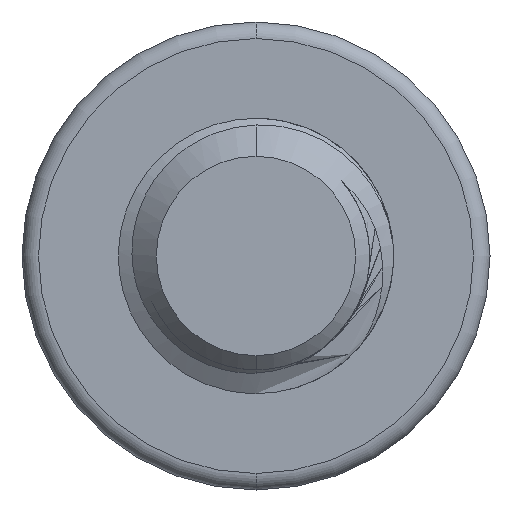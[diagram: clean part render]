
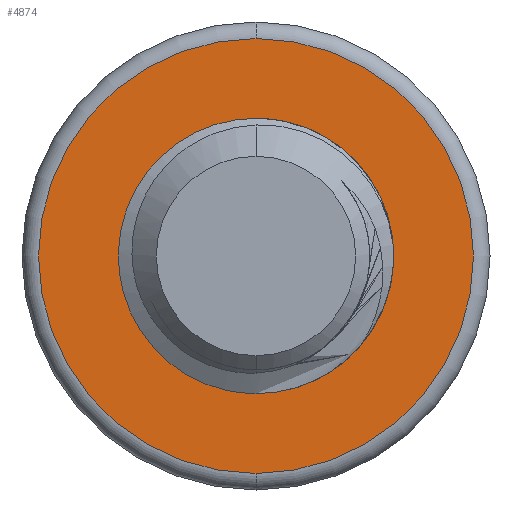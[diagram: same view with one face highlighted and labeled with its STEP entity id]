
A CAD part, front view. The second image highlights one B-rep face of the part: STEP entity #4874.
In plain terms, the highlighted planar face has unit normal (0, -1, 0).
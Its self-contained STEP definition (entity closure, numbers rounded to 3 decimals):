
#144 = CARTESIAN_POINT ( 'NONE',  ( -1.263, 55., -1.659 ) ) ;
#154 = CARTESIAN_POINT ( 'NONE',  ( 0., 55., -3.95 ) ) ;
#251 = CARTESIAN_POINT ( 'NONE',  ( 0.495, 55., -2.157 ) ) ;
#392 = CARTESIAN_POINT ( 'NONE',  ( 1.528, 55., -1.742 ) ) ;
#490 = VERTEX_POINT ( 'NONE', #8144 ) ;
#770 = ORIENTED_EDGE ( 'NONE', *, *, #5449, .T. ) ;
#793 = FACE_BOUND ( 'NONE', #5360, .T. ) ;
#839 = VERTEX_POINT ( 'NONE', #3174 ) ;
#991 = ORIENTED_EDGE ( 'NONE', *, *, #9111, .T. ) ;
#1126 = CARTESIAN_POINT ( 'NONE',  ( 1.483, 55., 1.98 ) ) ;
#1278 = DIRECTION ( 'NONE',  ( 0., -1., 0. ) ) ;
#1322 = CARTESIAN_POINT ( 'NONE',  ( 0.121, 55., -2.171 ) ) ;
#1423 = DIRECTION ( 'NONE',  ( 0., 1., 0. ) ) ;
#1460 = DIRECTION ( 'NONE',  ( 0., 0., 1. ) ) ;
#1525 = CIRCLE ( 'NONE', #4699, 2.5 ) ;
#1964 = CARTESIAN_POINT ( 'NONE',  ( 1.152, 55., 2.154 ) ) ;
#2035 = CARTESIAN_POINT ( 'NONE',  ( -0.512, 55., 2.225 ) ) ;
#2091 = B_SPLINE_CURVE_WITH_KNOTS ( 'NONE', 3,
 ( #8120, #13287, #9982, #5912, #7915, #4775, #12223, #13494, #392, #6922, #9117, #2723, #251, #1322, #4577, #11242, #13425, #8914 ),
 .UNSPECIFIED., .F., .F.,
 ( 4, 2, 2, 2, 2, 2, 2, 2, 4 ),
 ( 0., 0.001, 0.001, 0.002, 0.002, 0.003, 0.003, 0.004, 0.004 ),
 .UNSPECIFIED. ) ;
#2137 = CARTESIAN_POINT ( 'NONE',  ( -0.775, 55., -1.916 ) ) ;
#2140 = DIRECTION ( 'NONE',  ( 0., 1., 0. ) ) ;
#2149 = VERTEX_POINT ( 'NONE', #154 ) ;
#2207 = CARTESIAN_POINT ( 'NONE',  ( -2.066, 55., 0.279 ) ) ;
#2253 = CARTESIAN_POINT ( 'NONE',  ( -1.454, 55., 1.619 ) ) ;
#2350 = EDGE_LOOP ( 'NONE', ( #7287, #13953 ) ) ;
#2702 = ORIENTED_EDGE ( 'NONE', *, *, #3308, .T. ) ;
#2723 = CARTESIAN_POINT ( 'NONE',  ( 0.682, 55., -2.126 ) ) ;
#3101 = CARTESIAN_POINT ( 'NONE',  ( 0.423, 55., 2.338 ) ) ;
#3174 = CARTESIAN_POINT ( 'NONE',  ( 0., 55., 3.95 ) ) ;
#3194 = AXIS2_PLACEMENT_3D ( 'NONE', #6995, #11052, #1460 ) ;
#3308 = EDGE_CURVE ( 'NONE', #13571, #3905, #10698, .T. ) ;
#3323 = CARTESIAN_POINT ( 'NONE',  ( -1.851, 55., 0.983 ) ) ;
#3343 = CARTESIAN_POINT ( 'NONE',  ( -2.012, 55., 0.548 ) ) ;
#3358 = AXIS2_PLACEMENT_3D ( 'NONE', #11855, #2140, #5108 ) ;
#3484 = CARTESIAN_POINT ( 'NONE',  ( -2.067, 55., -0.133 ) ) ;
#3636 = EDGE_CURVE ( 'NONE', #11091, #490, #1525, .T. ) ;
#3905 = VERTEX_POINT ( 'NONE', #8288 ) ;
#4088 = CARTESIAN_POINT ( 'NONE',  ( -1.02, 55., 1.981 ) ) ;
#4164 = CARTESIAN_POINT ( 'NONE',  ( -0.775, 55., -1.916 ) ) ;
#4398 = CARTESIAN_POINT ( 'NONE',  ( -1.856, 55., -0.919 ) ) ;
#4546 = CIRCLE ( 'NONE', #3194, 3.95 ) ;
#4577 = CARTESIAN_POINT ( 'NONE',  ( -0.065, 55., -2.154 ) ) ;
#4699 = AXIS2_PLACEMENT_3D ( 'NONE', #10286, #1423, #9149 ) ;
#4775 = CARTESIAN_POINT ( 'NONE',  ( 2.058, 55., -1.215 ) ) ;
#4874 = ADVANCED_FACE ( 'NONE', ( #11564, #793 ), #5177, .F. ) ;
#5108 = DIRECTION ( 'NONE',  ( 0., 0., 1. ) ) ;
#5177 = PLANE ( 'NONE',  #3358 ) ;
#5295 = CARTESIAN_POINT ( 'NONE',  ( 0.973, 55., 2.223 ) ) ;
#5360 = EDGE_LOOP ( 'NONE', ( #770, #14022, #991, #2702 ) ) ;
#5388 = CARTESIAN_POINT ( 'NONE',  ( -1.64, 55., -1.265 ) ) ;
#5433 = CARTESIAN_POINT ( 'NONE',  ( 1.64, 55., 1.874 ) ) ;
#5449 = EDGE_CURVE ( 'NONE', #3905, #11091, #7647, .T. ) ;
#5589 = DIRECTION ( 'NONE',  ( 0., 0., 1. ) ) ;
#5662 = CARTESIAN_POINT ( 'NONE',  ( -1.961, 55., -0.668 ) ) ;
#5912 = CARTESIAN_POINT ( 'NONE',  ( 2.333, 55., -0.725 ) ) ;
#6366 = AXIS2_PLACEMENT_3D ( 'NONE', #11002, #1278, #5589 ) ;
#6513 = CARTESIAN_POINT ( 'NONE',  ( -0.689, 55., 2.157 ) ) ;
#6580 = CARTESIAN_POINT ( 'NONE',  ( -1.178, 55., 1.872 ) ) ;
#6599 = CARTESIAN_POINT ( 'NONE',  ( -1.03, 55., -1.813 ) ) ;
#6922 = CARTESIAN_POINT ( 'NONE',  ( 1.209, 55., -1.937 ) ) ;
#6995 = CARTESIAN_POINT ( 'NONE',  ( 0., 55., 0. ) ) ;
#7287 = ORIENTED_EDGE ( 'NONE', *, *, #12379, .T. ) ;
#7647 = B_SPLINE_CURVE_WITH_KNOTS ( 'NONE', 3,
 ( #10620, #3323, #11900, #9495, #2253, #6580, #4088, #6513, #2035, #10916, #10847, #3101, #11678, #5295, #1964, #1126, #5433, #9637 ),
 .UNSPECIFIED., .F., .F.,
 ( 4, 2, 2, 2, 2, 2, 2, 2, 4 ),
 ( 0., 0.001, 0.001, 0.002, 0.002, 0.003, 0.003, 0.004, 0.004 ),
 .UNSPECIFIED. ) ;
#7915 = CARTESIAN_POINT ( 'NONE',  ( 2.253, 55., -0.898 ) ) ;
#8120 = CARTESIAN_POINT ( 'NONE',  ( 2.5, 55., 0. ) ) ;
#8144 = CARTESIAN_POINT ( 'NONE',  ( 2.5, 55., 0. ) ) ;
#8288 = CARTESIAN_POINT ( 'NONE',  ( -1.905, 55., 0.802 ) ) ;
#8874 = CARTESIAN_POINT ( 'NONE',  ( -1.552, 55., -1.372 ) ) ;
#8914 = CARTESIAN_POINT ( 'NONE',  ( -0.775, 55., -1.916 ) ) ;
#9111 = EDGE_CURVE ( 'NONE', #490, #13571, #2091, .T. ) ;
#9117 = CARTESIAN_POINT ( 'NONE',  ( 1.036, 55., -2.016 ) ) ;
#9149 = DIRECTION ( 'NONE',  ( 0., 0., 1. ) ) ;
#9495 = CARTESIAN_POINT ( 'NONE',  ( -1.575, 55., 1.473 ) ) ;
#9637 = CARTESIAN_POINT ( 'NONE',  ( 1.784, 55., 1.752 ) ) ;
#9869 = CARTESIAN_POINT ( 'NONE',  ( -2.001, 55., -0.535 ) ) ;
#9982 = CARTESIAN_POINT ( 'NONE',  ( 2.448, 55., -0.371 ) ) ;
#10012 = CARTESIAN_POINT ( 'NONE',  ( -1.905, 55., 0.802 ) ) ;
#10286 = CARTESIAN_POINT ( 'NONE',  ( 0., 55., 0. ) ) ;
#10620 = CARTESIAN_POINT ( 'NONE',  ( -1.905, 55., 0.802 ) ) ;
#10679 = CIRCLE ( 'NONE', #6366, 3.95 ) ;
#10698 = B_SPLINE_CURVE_WITH_KNOTS ( 'NONE', 3,
 ( #2137, #6599, #144, #8874, #5388, #12122, #4398, #5662, #9869, #13182, #3484, #2207, #3343, #10012 ),
 .UNSPECIFIED., .F., .F.,
 ( 4, 2, 2, 2, 2, 2, 4 ),
 ( 0., 0.001, 0.001, 0.002, 0.002, 0.002, 0.003 ),
 .UNSPECIFIED. ) ;
#10847 = CARTESIAN_POINT ( 'NONE',  ( 0.045, 55., 2.339 ) ) ;
#10916 = CARTESIAN_POINT ( 'NONE',  ( -0.145, 55., 2.316 ) ) ;
#11002 = CARTESIAN_POINT ( 'NONE',  ( 0., 55., 0. ) ) ;
#11052 = DIRECTION ( 'NONE',  ( 0., -1., 0. ) ) ;
#11091 = VERTEX_POINT ( 'NONE', #12878 ) ;
#11199 = EDGE_CURVE ( 'NONE', #2149, #839, #4546, .T. ) ;
#11242 = CARTESIAN_POINT ( 'NONE',  ( -0.432, 55., -2.07 ) ) ;
#11564 = FACE_OUTER_BOUND ( 'NONE', #2350, .T. ) ;
#11678 = CARTESIAN_POINT ( 'NONE',  ( 0.61, 55., 2.314 ) ) ;
#11855 = CARTESIAN_POINT ( 'NONE',  ( 0., 55., 0. ) ) ;
#11900 = CARTESIAN_POINT ( 'NONE',  ( -1.774, 55., 1.154 ) ) ;
#12122 = CARTESIAN_POINT ( 'NONE',  ( -1.792, 55., -1.039 ) ) ;
#12223 = CARTESIAN_POINT ( 'NONE',  ( 1.941, 55., -1.363 ) ) ;
#12379 = EDGE_CURVE ( 'NONE', #839, #2149, #10679, .T. ) ;
#12878 = CARTESIAN_POINT ( 'NONE',  ( 1.784, 55., 1.752 ) ) ;
#13182 = CARTESIAN_POINT ( 'NONE',  ( -2.054, 55., -0.268 ) ) ;
#13287 = CARTESIAN_POINT ( 'NONE',  ( 2.485, 55., -0.188 ) ) ;
#13425 = CARTESIAN_POINT ( 'NONE',  ( -0.608, 55., -2.005 ) ) ;
#13494 = CARTESIAN_POINT ( 'NONE',  ( 1.675, 55., -1.628 ) ) ;
#13571 = VERTEX_POINT ( 'NONE', #4164 ) ;
#13953 = ORIENTED_EDGE ( 'NONE', *, *, #11199, .T. ) ;
#14022 = ORIENTED_EDGE ( 'NONE', *, *, #3636, .T. ) ;
